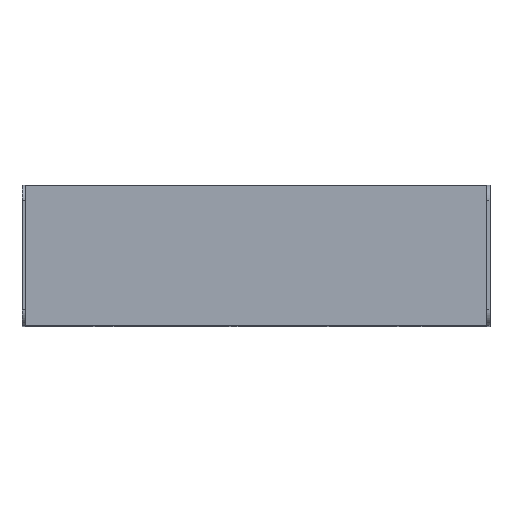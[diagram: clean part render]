
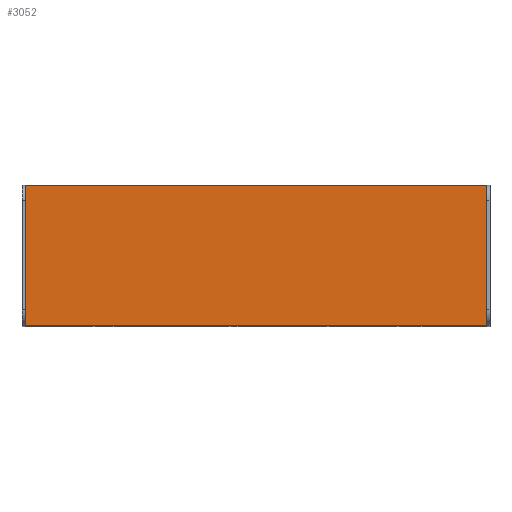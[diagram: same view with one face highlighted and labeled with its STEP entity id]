
A CAD part, top view. The second image highlights one B-rep face of the part: STEP entity #3052.
In plain terms, the highlighted planar face has unit normal (0, 0, 1).
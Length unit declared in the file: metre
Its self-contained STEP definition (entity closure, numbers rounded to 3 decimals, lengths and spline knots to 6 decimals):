
#212=ORIENTED_EDGE('',*,*,#1095,.T.);
#213=ORIENTED_EDGE('',*,*,#1098,.F.);
#214=ORIENTED_EDGE('',*,*,#1082,.F.);
#215=ORIENTED_EDGE('',*,*,#1099,.T.);
#1082=EDGE_CURVE('',#1520,#1521,#1822,.T.);
#1095=EDGE_CURVE('',#1534,#1533,#1832,.T.);
#1098=EDGE_CURVE('',#1521,#1533,#1834,.T.);
#1099=EDGE_CURVE('',#1520,#1534,#1835,.T.);
#1520=VERTEX_POINT('',#4408);
#1521=VERTEX_POINT('',#4409);
#1533=VERTEX_POINT('',#4436);
#1534=VERTEX_POINT('',#4438);
#1822=LINE('',#4407,#2262);
#1832=LINE('',#4437,#2272);
#1834=LINE('',#4443,#2274);
#1835=LINE('',#4444,#2275);
#2262=VECTOR('',#3520,1.);
#2272=VECTOR('',#3542,1.);
#2274=VECTOR('',#3548,1.);
#2275=VECTOR('',#3549,1.);
#2559=EDGE_LOOP('',(#212,#213,#214,#215));
#2743=FACE_BOUND('',#2559,.T.);
#2915=PLANE('',#3210);
#3052=ADVANCED_FACE('',(#2743),#2915,.T.);
#3210=AXIS2_PLACEMENT_3D('',#4442,#3546,#3547);
#3520=DIRECTION('',(0.,1.,0.));
#3542=DIRECTION('',(0.,1.,0.));
#3546=DIRECTION('',(0.,0.,1.));
#3547=DIRECTION('',(1.,0.,0.));
#3548=DIRECTION('',(1.,0.,0.));
#3549=DIRECTION('',(1.,0.,0.));
#4407=CARTESIAN_POINT('',(-0.5916,0.145,1.76));
#4408=CARTESIAN_POINT('',(-0.5916,0.,1.76));
#4409=CARTESIAN_POINT('',(-0.5916,0.36,1.76));
#4436=CARTESIAN_POINT('',(0.5916,0.36,1.76));
#4437=CARTESIAN_POINT('',(0.5916,0.145,1.76));
#4438=CARTESIAN_POINT('',(0.5916,0.,1.76));
#4442=CARTESIAN_POINT('',(0.,0.145,1.76));
#4443=CARTESIAN_POINT('',(0.,0.36,1.76));
#4444=CARTESIAN_POINT('',(0.,0.,1.76));
